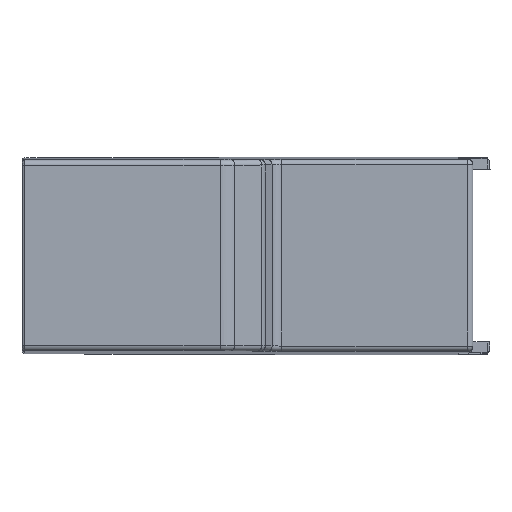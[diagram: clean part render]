
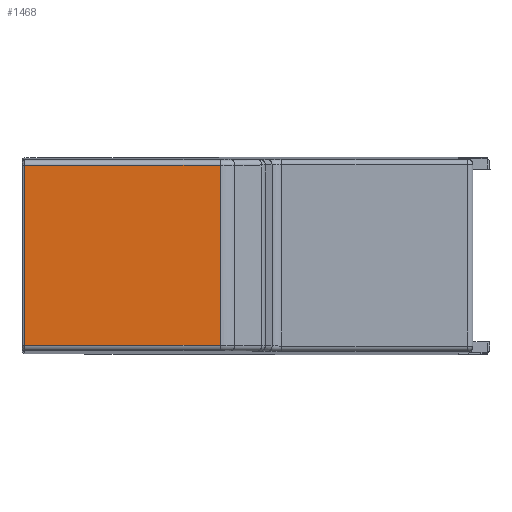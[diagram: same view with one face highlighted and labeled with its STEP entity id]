
A CAD part, top view. The second image highlights one B-rep face of the part: STEP entity #1468.
In plain terms, the highlighted planar face has unit normal (0, 0, 1).
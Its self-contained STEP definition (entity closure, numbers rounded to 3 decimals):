
#53=PLANE('',#5284);
#293=LINE('',#7081,#868);
#371=LINE('',#7427,#946);
#372=LINE('',#7428,#947);
#373=LINE('',#7429,#948);
#868=VECTOR('',#5644,1.);
#946=VECTOR('',#5856,1.);
#947=VECTOR('',#5857,1.);
#948=VECTOR('',#5858,1.);
#1468=ADVANCED_FACE('',(#1730),#53,.T.);
#1730=FACE_OUTER_BOUND('',#1990,.T.);
#1990=EDGE_LOOP('',(#2555,#2556,#2557,#2558));
#2555=ORIENTED_EDGE('',*,*,#4555,.T.);
#2556=ORIENTED_EDGE('',*,*,#4420,.T.);
#2557=ORIENTED_EDGE('',*,*,#4556,.T.);
#2558=ORIENTED_EDGE('',*,*,#4557,.T.);
#3915=VERTEX_POINT('',#7065);
#3917=VERTEX_POINT('',#7082);
#3952=VERTEX_POINT('',#7197);
#4033=VERTEX_POINT('',#7398);
#4420=EDGE_CURVE('',#3917,#3915,#293,.T.);
#4555=EDGE_CURVE('',#4033,#3917,#371,.T.);
#4556=EDGE_CURVE('',#3915,#3952,#372,.T.);
#4557=EDGE_CURVE('',#3952,#4033,#373,.T.);
#5284=AXIS2_PLACEMENT_3D('',#7430,#5859,#5860);
#5644=DIRECTION('',(0.,-1.,0.));
#5856=DIRECTION('',(-1.,0.,0.));
#5857=DIRECTION('',(1.,0.,0.));
#5858=DIRECTION('',(0.,1.,0.));
#5859=DIRECTION('',(0.,0.,1.));
#5860=DIRECTION('',(0.,-1.,0.));
#7065=CARTESIAN_POINT('',(-163.789,-33.979,48.352));
#7081=CARTESIAN_POINT('',(-163.789,-25.905,48.352));
#7082=CARTESIAN_POINT('',(-163.789,33.979,48.352));
#7197=CARTESIAN_POINT('',(-90.099,-33.979,48.352));
#7398=CARTESIAN_POINT('',(-90.099,33.979,48.352));
#7427=CARTESIAN_POINT('',(-43.838,33.979,48.352));
#7428=CARTESIAN_POINT('',(-43.838,-33.979,48.352));
#7429=CARTESIAN_POINT('',(-90.099,-25.905,48.352));
#7430=CARTESIAN_POINT('',(-43.838,-25.905,48.352));
